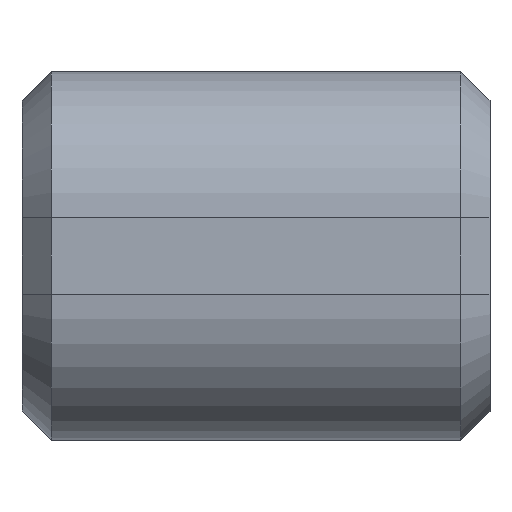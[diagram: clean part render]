
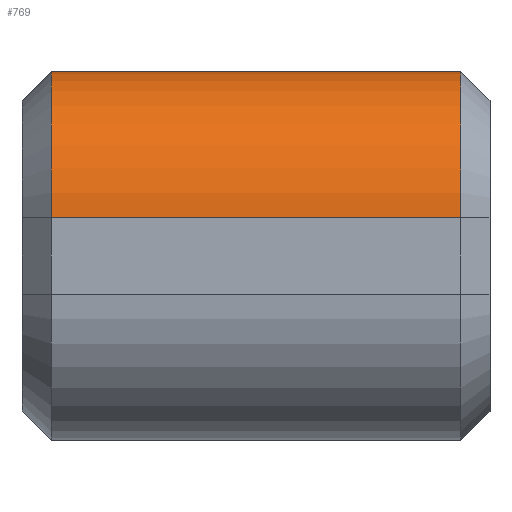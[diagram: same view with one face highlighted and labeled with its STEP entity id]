
A CAD part, front view. The second image highlights one B-rep face of the part: STEP entity #769.
In plain terms, the highlighted cylindrical face has radius 2.5 mm (diameter 5 mm), a partial arc.
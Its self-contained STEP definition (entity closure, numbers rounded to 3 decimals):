
#27=CYLINDRICAL_SURFACE('',#845,2.5);
#42=CIRCLE('',#846,2.5);
#43=CIRCLE('',#847,2.5);
#66=FACE_OUTER_BOUND('',#119,.T.);
#119=EDGE_LOOP('',(#576,#577,#578,#579));
#179=LINE('',#1177,#268);
#191=LINE('',#1212,#280);
#268=VECTOR('',#930,1000.);
#280=VECTOR('',#956,1000.);
#360=VERTEX_POINT('',#1175);
#361=VERTEX_POINT('',#1176);
#376=VERTEX_POINT('',#1210);
#377=VERTEX_POINT('',#1211);
#423=EDGE_CURVE('',#360,#361,#179,.T.);
#439=EDGE_CURVE('',#376,#377,#191,.F.);
#457=EDGE_CURVE('',#360,#377,#42,.T.);
#458=EDGE_CURVE('',#376,#361,#43,.T.);
#576=ORIENTED_EDGE('',*,*,#423,.F.);
#577=ORIENTED_EDGE('',*,*,#457,.T.);
#578=ORIENTED_EDGE('',*,*,#439,.F.);
#579=ORIENTED_EDGE('',*,*,#458,.T.);
#769=ADVANCED_FACE('',(#66),#27,.T.);
#845=AXIS2_PLACEMENT_3D('',#1244,#989,#990);
#846=AXIS2_PLACEMENT_3D('',#1245,#991,#992);
#847=AXIS2_PLACEMENT_3D('',#1246,#993,#994);
#930=DIRECTION('',(1.,0.,0.));
#956=DIRECTION('',(1.,0.,0.));
#989=DIRECTION('center_axis',(1.,0.,0.));
#990=DIRECTION('ref_axis',(0.,0.,-1.));
#991=DIRECTION('center_axis',(1.,0.,0.));
#992=DIRECTION('ref_axis',(0.,0.,-1.));
#993=DIRECTION('center_axis',(-1.,0.,0.));
#994=DIRECTION('ref_axis',(0.,0.,1.));
#1175=CARTESIAN_POINT('',(-3.5,-1.1,3.15));
#1176=CARTESIAN_POINT('',(3.5,-1.1,3.15));
#1177=CARTESIAN_POINT('',(-4.,-1.1,3.15));
#1210=CARTESIAN_POINT('',(3.5,-3.6,0.65));
#1211=CARTESIAN_POINT('',(-3.5,-3.6,0.65));
#1212=CARTESIAN_POINT('',(0.,-3.6,0.65));
#1244=CARTESIAN_POINT('Origin',(-4.,-1.1,0.65));
#1245=CARTESIAN_POINT('Origin',(-3.5,-1.1,0.65));
#1246=CARTESIAN_POINT('Origin',(3.5,-1.1,0.65));
